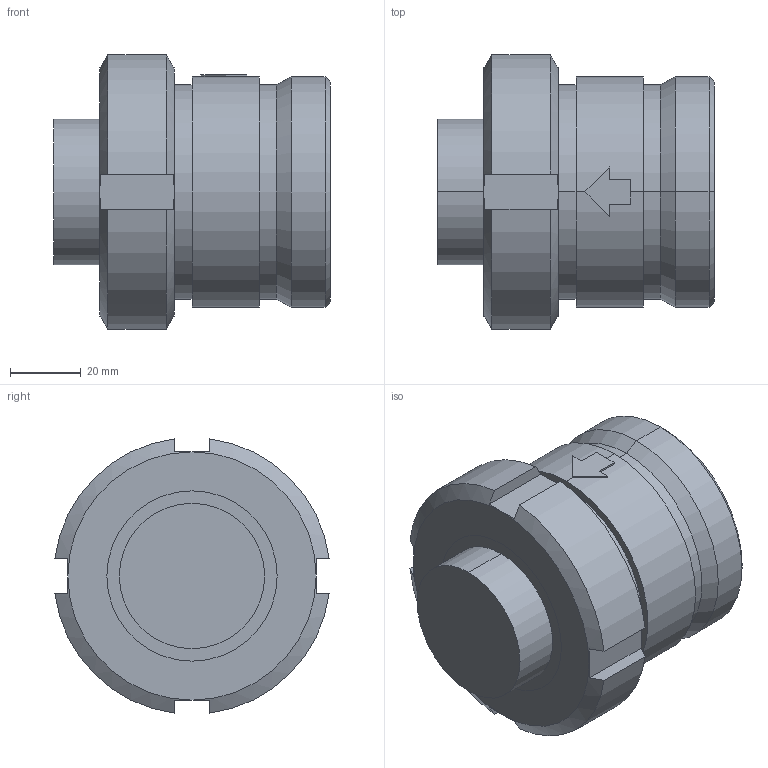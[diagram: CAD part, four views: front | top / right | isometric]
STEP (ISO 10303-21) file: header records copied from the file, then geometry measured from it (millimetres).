
FILE_DESCRIPTION (( 'STEP AP214' ), '1' );
FILE_NAME ('5091040000-XXX.STEP', '2013-10-01T06:55:00', ( 'Install' ), ( '' ), 'SwSTEP 2.0', 'SolidWorks 2013', '' );
FILE_SCHEMA (( 'AUTOMOTIVE_DESIGN' ));
Length unit declared in the file: millimetre
Products named in the file (1): 5091040000-XXX
Bounding box: 78 x 77.36 x 77.36 mm (x, y, z)
Volume: 234579.9 mm3; surface area: 28097.1 mm2
Topology: 2 solids, 2 shells, 65 faces, 145 edges, 91 vertices
Faces by surface type: plane 31, cylinder 18, cone 16
Entity records: 1974 total; most frequent: CARTESIAN_POINT 414, DIRECTION 297, ORIENTED_EDGE 290, EDGE_CURVE 145, AXIS2_PLACEMENT_3D 118, VERTEX_POINT 91, EDGE_LOOP 72, FACE_OUTER_BOUND 65
